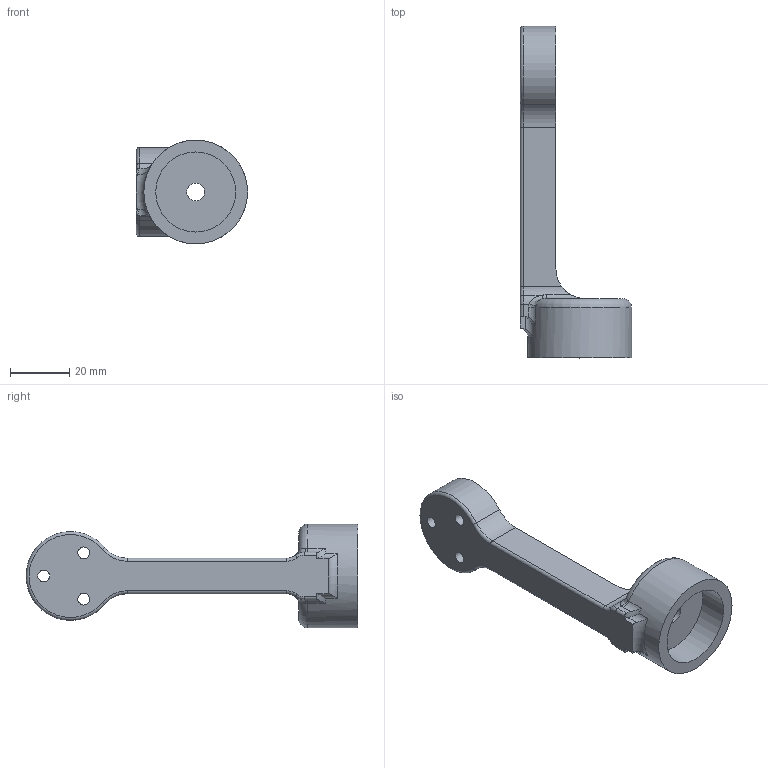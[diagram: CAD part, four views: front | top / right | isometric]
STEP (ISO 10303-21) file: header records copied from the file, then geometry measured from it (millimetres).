
FILE_DESCRIPTION(/* description */ (''),/* implementation_level */ '2;1');
FILE_NAME(/* name */ 'Screen attachment 1.stp',/* time_stamp */ '2020-10-12T20:54:59+01:00',/* author */ ('ferrerx'),/* organization */ (''),/* preprocessor_version */ 'ST-DEVELOPER v18',/* originating_system */ 'Autodesk Inventor 2020',/* authorisation */ '');
FILE_SCHEMA (('AUTOMOTIVE_DESIGN { 1 0 10303 214 3 1 1 }'));
Length unit declared in the file: millimetre
Products named in the file (1): Screen attachment 1
Bounding box: 37.5 x 112 x 35 mm (x, y, z)
Volume: 30723.6 mm3; surface area: 10696.1 mm2
Topology: 1 solids, 1 shells, 59 faces, 156 edges, 100 vertices
Faces by surface type: cylinder 25, plane 17, torus 11, bspline 6
Full cylindrical faces by diameter (mm): 4 x3, 6 x1, 11 x1, 27 x1, 35 x1
Entity records: 2111 total; most frequent: CARTESIAN_POINT 606, ORIENTED_EDGE 312, DIRECTION 303, EDGE_CURVE 156, AXIS2_PLACEMENT_3D 124, VERTEX_POINT 100, CIRCLE 70, EDGE_LOOP 68
